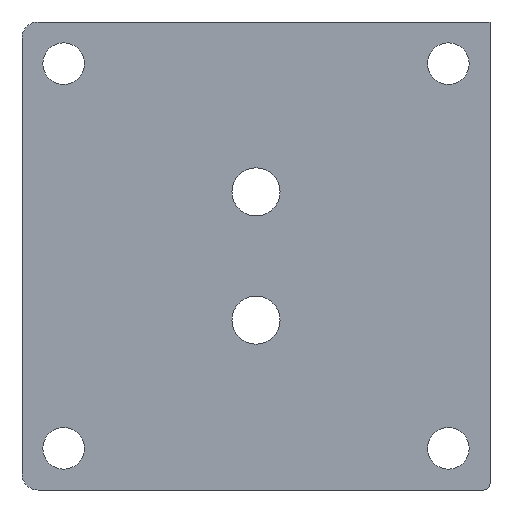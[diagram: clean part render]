
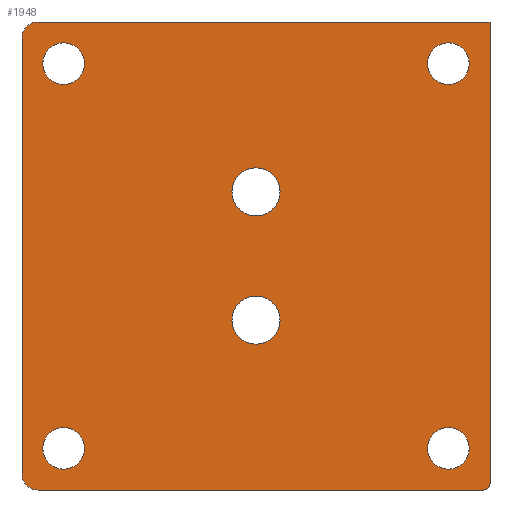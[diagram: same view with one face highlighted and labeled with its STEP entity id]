
A CAD part, front view. The second image highlights one B-rep face of the part: STEP entity #1948.
In plain terms, the highlighted planar face has unit normal (0, -1, 0).
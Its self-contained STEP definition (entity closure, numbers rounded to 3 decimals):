
#32=CARTESIAN_POINT('',(7.5,-15.,-20.));
#33=VERTEX_POINT('',#32);
#42=CARTESIAN_POINT('',(-7.5,-15.,-20.));
#43=VERTEX_POINT('',#42);
#44=CARTESIAN_POINT('',(0.,-15.,-20.));
#45=DIRECTION('',(-0.,1.,0.));
#46=DIRECTION('',(1.,0.,0.));
#47=AXIS2_PLACEMENT_3D('',#44,#45,#46);
#48=CIRCLE('',#47,7.5);
#49=EDGE_CURVE('',#43,#33,#48,.T.);
#74=CARTESIAN_POINT('',(7.5,-15.,20.));
#75=VERTEX_POINT('',#74);
#84=CARTESIAN_POINT('',(-7.5,-15.,20.));
#85=VERTEX_POINT('',#84);
#86=CARTESIAN_POINT('',(0.,-15.,20.));
#87=DIRECTION('',(-0.,1.,0.));
#88=DIRECTION('',(1.,0.,0.));
#89=AXIS2_PLACEMENT_3D('',#86,#87,#88);
#90=CIRCLE('',#89,7.5);
#91=EDGE_CURVE('',#85,#75,#90,.T.);
#116=CARTESIAN_POINT('',(-53.5,-15.,-60.));
#117=VERTEX_POINT('',#116);
#126=CARTESIAN_POINT('',(-66.5,-15.,-60.));
#127=VERTEX_POINT('',#126);
#128=CARTESIAN_POINT('',(-60.,-15.,-60.));
#129=DIRECTION('',(-0.,1.,0.));
#130=DIRECTION('',(1.,0.,0.));
#131=AXIS2_PLACEMENT_3D('',#128,#129,#130);
#132=CIRCLE('',#131,6.5);
#133=EDGE_CURVE('',#127,#117,#132,.T.);
#158=CARTESIAN_POINT('',(66.5,-15.,-60.));
#159=VERTEX_POINT('',#158);
#168=CARTESIAN_POINT('',(53.5,-15.,-60.));
#169=VERTEX_POINT('',#168);
#170=CARTESIAN_POINT('',(60.,-15.,-60.));
#171=DIRECTION('',(-0.,1.,0.));
#172=DIRECTION('',(1.,0.,0.));
#173=AXIS2_PLACEMENT_3D('',#170,#171,#172);
#174=CIRCLE('',#173,6.5);
#175=EDGE_CURVE('',#169,#159,#174,.T.);
#200=CARTESIAN_POINT('',(-53.5,-15.,60.));
#201=VERTEX_POINT('',#200);
#210=CARTESIAN_POINT('',(-66.5,-15.,60.));
#211=VERTEX_POINT('',#210);
#212=CARTESIAN_POINT('',(-60.,-15.,60.));
#213=DIRECTION('',(-0.,1.,0.));
#214=DIRECTION('',(1.,0.,0.));
#215=AXIS2_PLACEMENT_3D('',#212,#213,#214);
#216=CIRCLE('',#215,6.5);
#217=EDGE_CURVE('',#211,#201,#216,.T.);
#242=CARTESIAN_POINT('',(66.5,-15.,60.));
#243=VERTEX_POINT('',#242);
#252=CARTESIAN_POINT('',(53.5,-15.,60.));
#253=VERTEX_POINT('',#252);
#254=CARTESIAN_POINT('',(60.,-15.,60.));
#255=DIRECTION('',(-0.,1.,0.));
#256=DIRECTION('',(1.,0.,0.));
#257=AXIS2_PLACEMENT_3D('',#254,#255,#256);
#258=CIRCLE('',#257,6.5);
#259=EDGE_CURVE('',#253,#243,#258,.T.);
#1557=CARTESIAN_POINT('',(60.,-15.,60.));
#1558=DIRECTION('',(-0.,1.,0.));
#1559=DIRECTION('',(1.,0.,0.));
#1560=AXIS2_PLACEMENT_3D('',#1557,#1558,#1559);
#1561=CIRCLE('',#1560,6.5);
#1562=EDGE_CURVE('',#243,#253,#1561,.T.);
#1581=CARTESIAN_POINT('',(-60.,-15.,60.));
#1582=DIRECTION('',(-0.,1.,0.));
#1583=DIRECTION('',(1.,0.,0.));
#1584=AXIS2_PLACEMENT_3D('',#1581,#1582,#1583);
#1585=CIRCLE('',#1584,6.5);
#1586=EDGE_CURVE('',#201,#211,#1585,.T.);
#1605=CARTESIAN_POINT('',(60.,-15.,-60.));
#1606=DIRECTION('',(-0.,1.,0.));
#1607=DIRECTION('',(1.,0.,0.));
#1608=AXIS2_PLACEMENT_3D('',#1605,#1606,#1607);
#1609=CIRCLE('',#1608,6.5);
#1610=EDGE_CURVE('',#159,#169,#1609,.T.);
#1629=CARTESIAN_POINT('',(-60.,-15.,-60.));
#1630=DIRECTION('',(-0.,1.,0.));
#1631=DIRECTION('',(1.,0.,0.));
#1632=AXIS2_PLACEMENT_3D('',#1629,#1630,#1631);
#1633=CIRCLE('',#1632,6.5);
#1634=EDGE_CURVE('',#117,#127,#1633,.T.);
#1653=CARTESIAN_POINT('',(0.,-15.,20.));
#1654=DIRECTION('',(-0.,1.,0.));
#1655=DIRECTION('',(1.,0.,0.));
#1656=AXIS2_PLACEMENT_3D('',#1653,#1654,#1655);
#1657=CIRCLE('',#1656,7.5);
#1658=EDGE_CURVE('',#75,#85,#1657,.T.);
#1677=CARTESIAN_POINT('',(0.,-15.,-20.));
#1678=DIRECTION('',(-0.,1.,0.));
#1679=DIRECTION('',(1.,0.,0.));
#1680=AXIS2_PLACEMENT_3D('',#1677,#1678,#1679);
#1681=CIRCLE('',#1680,7.5);
#1682=EDGE_CURVE('',#33,#43,#1681,.T.);
#1692=CARTESIAN_POINT('',(-68.,-15.,73.));
#1693=VERTEX_POINT('',#1692);
#1694=CARTESIAN_POINT('',(73.,-15.,73.));
#1695=VERTEX_POINT('',#1694);
#1696=CARTESIAN_POINT('',(-68.,-15.,73.));
#1697=DIRECTION('',(1.,0.,-0.));
#1698=VECTOR('',#1697,141.);
#1699=LINE('',#1696,#1698);
#1700=EDGE_CURVE('',#1693,#1695,#1699,.T.);
#1732=CARTESIAN_POINT('',(73.,-15.,-71.));
#1733=VERTEX_POINT('',#1732);
#1734=CARTESIAN_POINT('',(73.,-15.,73.));
#1735=DIRECTION('',(0.,0.,-1.));
#1736=VECTOR('',#1735,144.);
#1737=LINE('',#1734,#1736);
#1738=EDGE_CURVE('',#1695,#1733,#1737,.T.);
#1763=CARTESIAN_POINT('',(71.,-15.,-73.));
#1764=VERTEX_POINT('',#1763);
#1765=CARTESIAN_POINT('',(71.,-15.,-71.));
#1766=DIRECTION('',(0.,1.,0.));
#1767=DIRECTION('',(1.,0.,-0.));
#1768=AXIS2_PLACEMENT_3D('',#1765,#1766,#1767);
#1769=CIRCLE('',#1768,2.);
#1770=EDGE_CURVE('',#1733,#1764,#1769,.T.);
#1796=CARTESIAN_POINT('',(-68.,-15.,-73.));
#1797=VERTEX_POINT('',#1796);
#1798=CARTESIAN_POINT('',(71.,-15.,-73.));
#1799=DIRECTION('',(-1.,0.,0.));
#1800=VECTOR('',#1799,139.);
#1801=LINE('',#1798,#1800);
#1802=EDGE_CURVE('',#1764,#1797,#1801,.T.);
#1827=CARTESIAN_POINT('',(-73.,-15.,-68.));
#1828=VERTEX_POINT('',#1827);
#1829=CARTESIAN_POINT('',(-68.,-15.,-68.));
#1830=DIRECTION('',(0.,1.,0.));
#1831=DIRECTION('',(0.,0.,-1.));
#1832=AXIS2_PLACEMENT_3D('',#1829,#1830,#1831);
#1833=CIRCLE('',#1832,5.);
#1834=EDGE_CURVE('',#1797,#1828,#1833,.T.);
#1860=CARTESIAN_POINT('',(-73.,-15.,68.));
#1861=VERTEX_POINT('',#1860);
#1862=CARTESIAN_POINT('',(-73.,-15.,-68.));
#1863=DIRECTION('',(0.,0.,1.));
#1864=VECTOR('',#1863,136.);
#1865=LINE('',#1862,#1864);
#1866=EDGE_CURVE('',#1828,#1861,#1865,.T.);
#1891=CARTESIAN_POINT('',(-68.,-15.,68.));
#1892=DIRECTION('',(0.,1.,0.));
#1893=DIRECTION('',(-1.,0.,0.));
#1894=AXIS2_PLACEMENT_3D('',#1891,#1892,#1893);
#1895=CIRCLE('',#1894,5.);
#1896=EDGE_CURVE('',#1861,#1693,#1895,.T.);
#1910=CARTESIAN_POINT('',(0.,-15.,0.));
#1911=DIRECTION('',(0.,1.,0.));
#1912=DIRECTION('',(0.,0.,1.));
#1913=AXIS2_PLACEMENT_3D('',#1910,#1911,#1912);
#1914=PLANE('',#1913);
#1915=ORIENTED_EDGE('',*,*,#259,.T.);
#1916=ORIENTED_EDGE('',*,*,#1562,.T.);
#1917=EDGE_LOOP('',(#1915,#1916));
#1918=FACE_BOUND('',#1917,.T.);
#1919=ORIENTED_EDGE('',*,*,#217,.T.);
#1920=ORIENTED_EDGE('',*,*,#1586,.T.);
#1921=EDGE_LOOP('',(#1919,#1920));
#1922=FACE_BOUND('',#1921,.T.);
#1923=ORIENTED_EDGE('',*,*,#175,.T.);
#1924=ORIENTED_EDGE('',*,*,#1610,.T.);
#1925=EDGE_LOOP('',(#1923,#1924));
#1926=FACE_BOUND('',#1925,.T.);
#1927=ORIENTED_EDGE('',*,*,#133,.T.);
#1928=ORIENTED_EDGE('',*,*,#1634,.T.);
#1929=EDGE_LOOP('',(#1927,#1928));
#1930=FACE_BOUND('',#1929,.T.);
#1931=ORIENTED_EDGE('',*,*,#91,.T.);
#1932=ORIENTED_EDGE('',*,*,#1658,.T.);
#1933=EDGE_LOOP('',(#1931,#1932));
#1934=FACE_BOUND('',#1933,.T.);
#1935=ORIENTED_EDGE('',*,*,#49,.T.);
#1936=ORIENTED_EDGE('',*,*,#1682,.T.);
#1937=EDGE_LOOP('',(#1935,#1936));
#1938=FACE_BOUND('',#1937,.T.);
#1939=ORIENTED_EDGE('',*,*,#1700,.F.);
#1940=ORIENTED_EDGE('',*,*,#1896,.F.);
#1941=ORIENTED_EDGE('',*,*,#1866,.F.);
#1942=ORIENTED_EDGE('',*,*,#1834,.F.);
#1943=ORIENTED_EDGE('',*,*,#1802,.F.);
#1944=ORIENTED_EDGE('',*,*,#1770,.F.);
#1945=ORIENTED_EDGE('',*,*,#1738,.F.);
#1946=EDGE_LOOP('',(#1939,#1940,#1941,#1942,#1943,#1944,#1945));
#1947=FACE_BOUND('',#1946,.T.);
#1948=ADVANCED_FACE('',(#1918,#1922,#1926,#1930,#1934,#1938,#1947),#1914,.F.);
